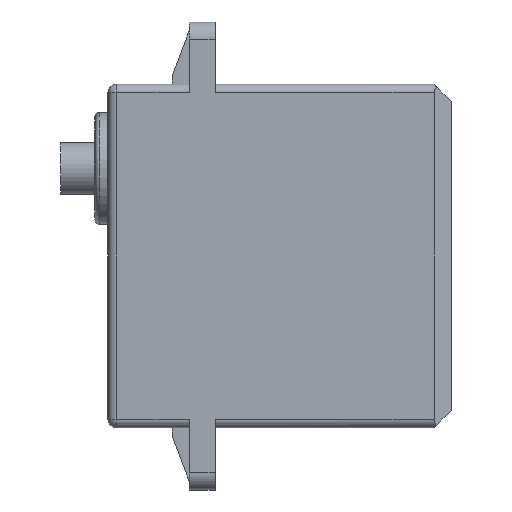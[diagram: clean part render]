
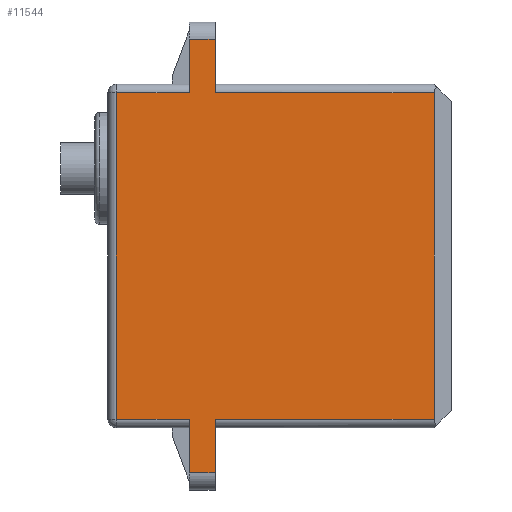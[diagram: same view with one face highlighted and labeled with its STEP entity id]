
A CAD part, left-side view. The second image highlights one B-rep face of the part: STEP entity #11544.
In plain terms, the highlighted planar face has unit normal (-1, 0, 0).
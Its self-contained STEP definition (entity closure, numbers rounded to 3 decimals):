
#1667=FACE_OUTER_BOUND('',#2306,.T.);
#2306=EDGE_LOOP('',(#10135,#10136,#10137,#10138,#10139,#10140,#10141,#10142,
#10143,#10144,#10145,#10146));
#3189=LINE('',#20166,#4139);
#3200=LINE('',#20205,#4150);
#3206=LINE('',#20231,#4156);
#3209=LINE('',#20245,#4159);
#3218=LINE('',#20276,#4168);
#3234=LINE('',#20324,#4184);
#3247=LINE('',#20355,#4197);
#3254=LINE('',#20377,#4204);
#3257=LINE('',#20386,#4207);
#3258=LINE('',#20389,#4208);
#3260=LINE('',#20398,#4210);
#3261=LINE('',#20400,#4211);
#4139=VECTOR('',#13234,10.);
#4150=VECTOR('',#13273,10.);
#4156=VECTOR('',#13303,10.);
#4159=VECTOR('',#13318,10.);
#4168=VECTOR('',#13359,10.);
#4184=VECTOR('',#13409,10.);
#4197=VECTOR('',#13436,10.);
#4204=VECTOR('',#13457,10.);
#4207=VECTOR('',#13468,10.);
#4208=VECTOR('',#13473,10.);
#4210=VECTOR('',#13485,10.);
#4211=VECTOR('',#13488,10.);
#5223=VERTEX_POINT('',#20163);
#5224=VERTEX_POINT('',#20165);
#5237=VERTEX_POINT('',#20202);
#5238=VERTEX_POINT('',#20204);
#5244=VERTEX_POINT('',#20224);
#5246=VERTEX_POINT('',#20229);
#5247=VERTEX_POINT('',#20234);
#5250=VERTEX_POINT('',#20241);
#5272=VERTEX_POINT('',#20322);
#5283=VERTEX_POINT('',#20354);
#5291=VERTEX_POINT('',#20375);
#5293=VERTEX_POINT('',#20385);
#6802=EDGE_CURVE('',#5223,#5224,#3189,.T.);
#6821=EDGE_CURVE('',#5237,#5238,#3200,.T.);
#6834=EDGE_CURVE('',#5246,#5244,#3206,.T.);
#6841=EDGE_CURVE('',#5247,#5250,#3209,.T.);
#6858=EDGE_CURVE('',#5244,#5247,#3218,.T.);
#6881=EDGE_CURVE('',#5272,#5246,#3234,.T.);
#6896=EDGE_CURVE('',#5250,#5283,#3247,.T.);
#6908=EDGE_CURVE('',#5291,#5272,#3254,.T.);
#6912=EDGE_CURVE('',#5283,#5293,#3257,.T.);
#6914=EDGE_CURVE('',#5293,#5237,#3258,.T.);
#6919=EDGE_CURVE('',#5238,#5223,#3260,.T.);
#6920=EDGE_CURVE('',#5224,#5291,#3261,.T.);
#10135=ORIENTED_EDGE('',*,*,#6802,.F.);
#10136=ORIENTED_EDGE('',*,*,#6919,.F.);
#10137=ORIENTED_EDGE('',*,*,#6821,.F.);
#10138=ORIENTED_EDGE('',*,*,#6914,.F.);
#10139=ORIENTED_EDGE('',*,*,#6912,.F.);
#10140=ORIENTED_EDGE('',*,*,#6896,.F.);
#10141=ORIENTED_EDGE('',*,*,#6841,.F.);
#10142=ORIENTED_EDGE('',*,*,#6858,.F.);
#10143=ORIENTED_EDGE('',*,*,#6834,.F.);
#10144=ORIENTED_EDGE('',*,*,#6881,.F.);
#10145=ORIENTED_EDGE('',*,*,#6908,.F.);
#10146=ORIENTED_EDGE('',*,*,#6920,.F.);
#10431=PLANE('',#11893);
#11544=ADVANCED_FACE('',(#1667),#10431,.T.);
#11893=AXIS2_PLACEMENT_3D('',#20399,#13486,#13487);
#13234=DIRECTION('',(0.,1.,0.));
#13273=DIRECTION('',(0.,-1.,0.));
#13303=DIRECTION('',(0.,1.,0.));
#13318=DIRECTION('',(0.,-1.,0.));
#13359=DIRECTION('',(0.,0.,1.));
#13409=DIRECTION('',(0.,0.,1.));
#13436=DIRECTION('',(0.,0.,1.));
#13457=DIRECTION('',(0.,1.,0.));
#13468=DIRECTION('',(0.,-1.,0.));
#13473=DIRECTION('',(0.,0.,-1.));
#13485=DIRECTION('',(0.,0.,-1.));
#13486=DIRECTION('center_axis',(-1.,0.,0.));
#13487=DIRECTION('ref_axis',(0.,0.,1.));
#13488=DIRECTION('',(0.,0.,-1.));
#20163=CARTESIAN_POINT('',(-20.,2.,-39.));
#20165=CARTESIAN_POINT('',(-20.,27.5,-39.));
#20166=CARTESIAN_POINT('',(-20.,0.,-39.));
#20202=CARTESIAN_POINT('',(-20.,27.5,-1.));
#20204=CARTESIAN_POINT('',(-20.,2.,-1.));
#20205=CARTESIAN_POINT('',(-20.,0.,-1.));
#20224=CARTESIAN_POINT('',(-20.,39.,-39.));
#20229=CARTESIAN_POINT('',(-20.,30.5,-39.));
#20231=CARTESIAN_POINT('',(-20.,0.,-39.));
#20234=CARTESIAN_POINT('',(-20.,39.,-1.));
#20241=CARTESIAN_POINT('',(-20.,30.5,-1.));
#20245=CARTESIAN_POINT('',(-20.,0.,-1.));
#20276=CARTESIAN_POINT('',(-20.,39.,-30.));
#20322=CARTESIAN_POINT('',(-20.,30.5,-45.25));
#20324=CARTESIAN_POINT('',(-20.,30.5,-40.));
#20354=CARTESIAN_POINT('',(-20.,30.5,5.25));
#20355=CARTESIAN_POINT('',(-20.,30.5,7.25));
#20375=CARTESIAN_POINT('',(-20.,27.5,-45.25));
#20377=CARTESIAN_POINT('',(-20.,13.75,-45.25));
#20385=CARTESIAN_POINT('',(-20.,27.5,5.25));
#20386=CARTESIAN_POINT('',(-20.,13.75,5.25));
#20389=CARTESIAN_POINT('',(-20.,27.5,7.25));
#20398=CARTESIAN_POINT('',(-20.,2.,-30.));
#20399=CARTESIAN_POINT('Origin',(-20.,0.,-40.));
#20400=CARTESIAN_POINT('',(-20.,27.5,-40.));
